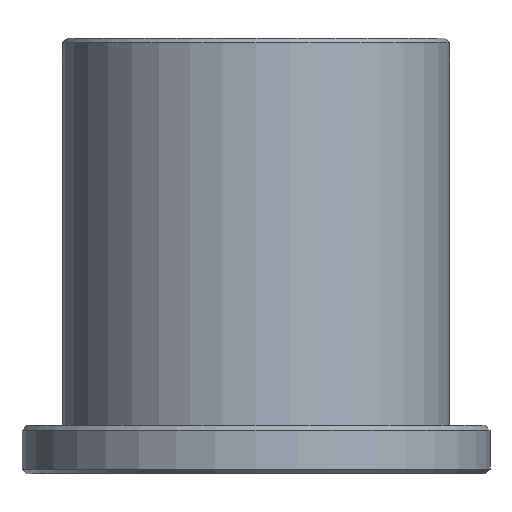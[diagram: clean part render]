
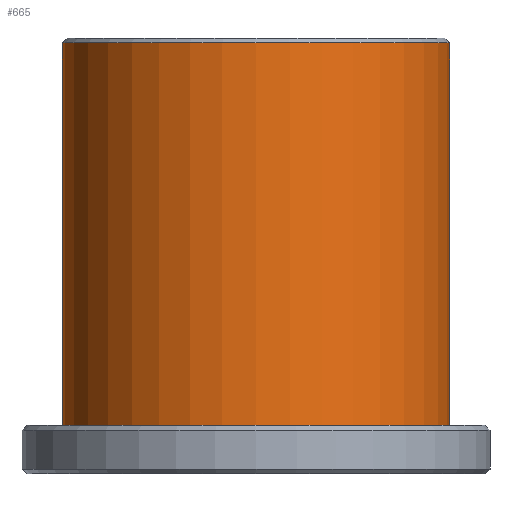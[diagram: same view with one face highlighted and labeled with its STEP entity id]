
A CAD part, front view. The second image highlights one B-rep face of the part: STEP entity #665.
In plain terms, the highlighted cylindrical face has radius 12 mm (diameter 24 mm), a partial arc.
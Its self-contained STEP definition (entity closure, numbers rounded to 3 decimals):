
#101 = EDGE_CURVE ( 'NONE', #1275, #463, #1070, .T. ) ;
#126 = DIRECTION ( 'NONE',  ( 0., 0., -1. ) ) ;
#164 = DIRECTION ( 'NONE',  ( 0., 0., -1. ) ) ;
#249 = AXIS2_PLACEMENT_3D ( 'NONE', #814, #811, #796 ) ;
#333 = CARTESIAN_POINT ( 'NONE',  ( 12., 0., 3. ) ) ;
#377 = CIRCLE ( 'NONE', #249, 12. ) ;
#388 = DIRECTION ( 'NONE',  ( 0., 0., -1. ) ) ;
#429 = ORIENTED_EDGE ( 'NONE', *, *, #101, .T. ) ;
#451 = VERTEX_POINT ( 'NONE', #1069 ) ;
#463 = VERTEX_POINT ( 'NONE', #940 ) ;
#477 = VECTOR ( 'NONE', #126, 1000. ) ;
#480 = EDGE_CURVE ( 'NONE', #937, #463, #377, .T. ) ;
#621 = CARTESIAN_POINT ( 'NONE',  ( 12., 0., 27. ) ) ;
#634 = ORIENTED_EDGE ( 'NONE', *, *, #480, .F. ) ;
#665 = ADVANCED_FACE ( 'NONE', ( #963 ), #724, .T. ) ;
#724 = CYLINDRICAL_SURFACE ( 'NONE', #919, 12. ) ;
#796 = DIRECTION ( 'NONE',  ( -1., 0., 0. ) ) ;
#811 = DIRECTION ( 'NONE',  ( 0., 0., -1. ) ) ;
#814 = CARTESIAN_POINT ( 'NONE',  ( 0., 0., 3. ) ) ;
#834 = CARTESIAN_POINT ( 'NONE',  ( 0., 0., 26.7 ) ) ;
#919 = AXIS2_PLACEMENT_3D ( 'NONE', #1061, #388, #939 ) ;
#937 = VERTEX_POINT ( 'NONE', #333 ) ;
#939 = DIRECTION ( 'NONE',  ( -1., 0., 0. ) ) ;
#940 = CARTESIAN_POINT ( 'NONE',  ( -12., 0., 3. ) ) ;
#951 = DIRECTION ( 'NONE',  ( 1., 0., 0. ) ) ;
#963 = FACE_OUTER_BOUND ( 'NONE', #1045, .T. ) ;
#1024 = CARTESIAN_POINT ( 'NONE',  ( -12., 0., 27. ) ) ;
#1030 = EDGE_CURVE ( 'NONE', #451, #937, #1243, .T. ) ;
#1044 = ORIENTED_EDGE ( 'NONE', *, *, #1380, .T. ) ;
#1045 = EDGE_LOOP ( 'NONE', ( #1197, #1044, #429, #634 ) ) ;
#1061 = CARTESIAN_POINT ( 'NONE',  ( 0., 0., 27. ) ) ;
#1069 = CARTESIAN_POINT ( 'NONE',  ( 12., 0., 26.7 ) ) ;
#1070 = LINE ( 'NONE', #1024, #477 ) ;
#1073 = DIRECTION ( 'NONE',  ( 0., 0., -1. ) ) ;
#1186 = CIRCLE ( 'NONE', #1335, 12. ) ;
#1197 = ORIENTED_EDGE ( 'NONE', *, *, #1030, .F. ) ;
#1209 = VECTOR ( 'NONE', #1073, 1000. ) ;
#1243 = LINE ( 'NONE', #621, #1209 ) ;
#1275 = VERTEX_POINT ( 'NONE', #1442 ) ;
#1335 = AXIS2_PLACEMENT_3D ( 'NONE', #834, #164, #951 ) ;
#1380 = EDGE_CURVE ( 'NONE', #451, #1275, #1186, .T. ) ;
#1442 = CARTESIAN_POINT ( 'NONE',  ( -12., 0., 26.7 ) ) ;
